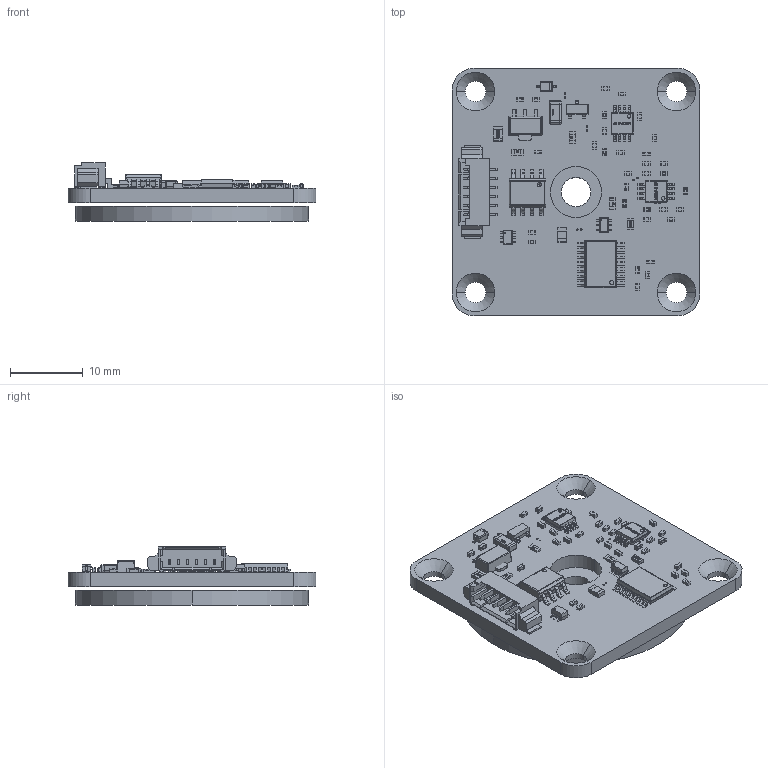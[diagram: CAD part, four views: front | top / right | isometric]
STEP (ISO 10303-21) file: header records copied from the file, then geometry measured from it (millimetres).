
FILE_DESCRIPTION((''),'2;1');
FILE_NAME('IRS-I34U2S1_REV1_8_ASM','2021-12-26T',('Cujo'),(''),'PRO/ENGINEER BY PARAMETRIC TECHNOLOGY CORPORATION, 2017170','PRO/ENGINEER BY PARAMETRIC TECHNOLOGY CORPORATION, 2017170','');
FILE_SCHEMA(('CONFIG_CONTROL_DESIGN'));
Length unit declared in the file: millimetre
Products named in the file (127): BOARD; TERM1; TERM2; BODY; ERJ-2RKF8200X_ASM; R16_ASM; FILLET1; FILLET2; BODY2; 04023A100KAT2A_ASM; C21_ASM; C14_ASM; C17_ASM; SOD-323; VD2_ASM; SOT-23; D4_ASM; 0603_SMD_CAPACITOR; C20_ASM; BODY-6119; PINSARRAYLR-6492; PINSARRAYLR-6743; PINSARRAYLR-6994; PINSARRAYLR-7245; PINSARRAYLR-7496; PINSARRAYLR-7747; ASSEMBLY_6490_ASM; SN74LVC2G14IDCKRQ1_ASM; CYLINDER-8007; 795947360_ASM; VD1_ASM; C10_ASM; C12_ASM; C8_ASM; R15_ASM; R14_ASM; R13_ASM; R8_ASM; R7_ASM; R4_ASM ...
Assembly tree (161 placements, depth 6):
  IRS-I34U2S1_REV1_8_ASM
    PCB_ASM
      BOARD
      R16_ASM
        ERJ-2RKF8200X_ASM
          TERM1
          TERM2
          BODY
      C21_ASM
        04023A100KAT2A_ASM
          FILLET1
          FILLET2
          BODY2
      C14_ASM
        04023A100KAT2A_ASM
          FILLET1
          FILLET2
          BODY2
      C17_ASM
        04023A100KAT2A_ASM
          FILLET1
          FILLET2
          BODY2
      VD2_ASM
        SOD-323
      D4_ASM
        SOT-23
      C20_ASM
        0603_SMD_CAPACITOR
      VD1_ASM
        SN74LVC2G14IDCKRQ1_ASM
          BODY-6119
          ASSEMBLY_6490_ASM
            PINSARRAYLR-6492
            PINSARRAYLR-6743
            PINSARRAYLR-6994
            PINSARRAYLR-7245
            PINSARRAYLR-7496
            PINSARRAYLR-7747
        795947360_ASM
          CYLINDER-8007
      C10_ASM
        04023A100KAT2A_ASM
          FILLET1
          FILLET2
          BODY2
      C12_ASM
        04023A100KAT2A_ASM
          FILLET1
          FILLET2
          BODY2
      C8_ASM
        04023A100KAT2A_ASM
          FILLET1
          FILLET2
          BODY2
      R15_ASM
        ERJ-2RKF8200X_ASM
          TERM1
          TERM2
Bounding box: 34 x 34 x 7.98 mm (x, y, z)
Volume: 3962.2 mm3; surface area: 5180.7 mm2
Topology: 162 solids, 174 shells, 3506 faces, 8518 edges, 5148 vertices
Faces by surface type: plane 1723, cylinder 1138, sphere 280, extrusion 201, torus 136, bspline 20, cone 8
Full cylindrical faces by diameter (mm): 0.02 x1
Entity records: 74651 total; most frequent: CARTESIAN_POINT 17613, DIRECTION 9695, ORIENTED_EDGE 9210, EDGE_CURVE 4647, AXIS2_PLACEMENT_3D 3290, VECTOR 3115, LINE 2992, VERTEX_POINT 2952
